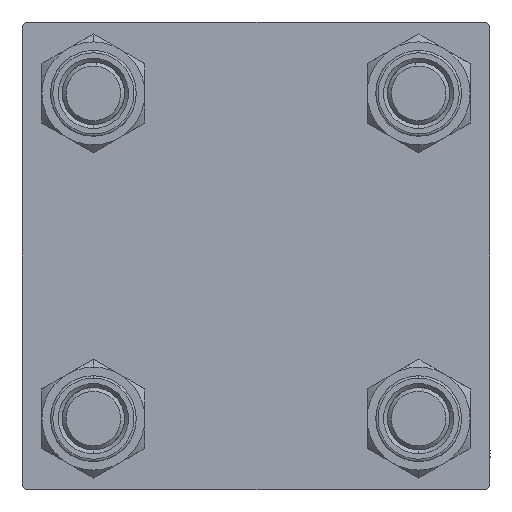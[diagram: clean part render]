
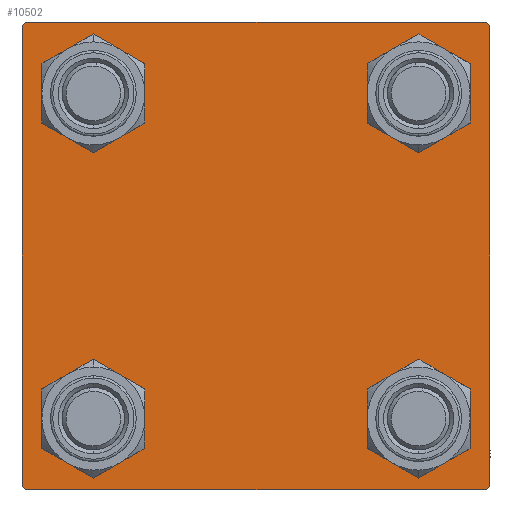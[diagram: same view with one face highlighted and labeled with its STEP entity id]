
A CAD part, left-side view. The second image highlights one B-rep face of the part: STEP entity #10502.
In plain terms, the highlighted planar face has unit normal (-1, 0, 0).
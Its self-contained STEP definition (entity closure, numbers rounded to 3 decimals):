
#321 = CIRCLE ( 'NONE', #38425, 4.5 ) ;
#623 = DIRECTION ( 'NONE',  ( 1., 0., 0. ) ) ;
#977 = LINE ( 'NONE', #40340, #16241 ) ;
#1281 = VERTEX_POINT ( 'NONE', #4855 ) ;
#2116 = CARTESIAN_POINT ( 'NONE',  ( 0., -20.85, 16.35 ) ) ;
#2985 = CARTESIAN_POINT ( 'NONE',  ( 0., 0., 0. ) ) ;
#3228 = DIRECTION ( 'NONE',  ( 0., 0., 1. ) ) ;
#4451 = CIRCLE ( 'NONE', #30408, 4.5 ) ;
#4753 = EDGE_CURVE ( 'NONE', #34576, #32963, #977, .T. ) ;
#4855 = CARTESIAN_POINT ( 'NONE',  ( 0., 30., 29.5 ) ) ;
#5047 = CARTESIAN_POINT ( 'NONE',  ( 0., 20.85, 20.85 ) ) ;
#5269 = CIRCLE ( 'NONE', #15034, 4.5 ) ;
#5487 = EDGE_LOOP ( 'NONE', ( #37092, #23841 ) ) ;
#5542 = DIRECTION ( 'NONE',  ( 0., 0., 1. ) ) ;
#5556 = DIRECTION ( 'NONE',  ( 0., -0.707, 0.707 ) ) ;
#6442 = CARTESIAN_POINT ( 'NONE',  ( 0., -20.85, 25.35 ) ) ;
#6815 = DIRECTION ( 'NONE',  ( 0., 0., 1. ) ) ;
#6884 = EDGE_LOOP ( 'NONE', ( #26531, #44065 ) ) ;
#7011 = LINE ( 'NONE', #15121, #22090 ) ;
#7497 = AXIS2_PLACEMENT_3D ( 'NONE', #2985, #26589, #3228 ) ;
#7539 = FACE_BOUND ( 'NONE', #20224, .T. ) ;
#7881 = LINE ( 'NONE', #8641, #47731 ) ;
#8063 = CARTESIAN_POINT ( 'NONE',  ( 0., -20.85, -20.85 ) ) ;
#8331 = DIRECTION ( 'NONE',  ( 1., 0., 0. ) ) ;
#8523 = AXIS2_PLACEMENT_3D ( 'NONE', #38538, #18492, #6815 ) ;
#8641 = CARTESIAN_POINT ( 'NONE',  ( 0., 30., -30. ) ) ;
#8962 = CARTESIAN_POINT ( 'NONE',  ( 0., -29.75, 29.75 ) ) ;
#9319 = VERTEX_POINT ( 'NONE', #14836 ) ;
#10141 = EDGE_CURVE ( 'NONE', #1281, #47487, #39642, .T. ) ;
#10502 = ADVANCED_FACE ( 'NONE', ( #38031, #7539, #42081, #37524, #25849 ), #34221, .T. ) ;
#10583 = DIRECTION ( 'NONE',  ( 1., 0., 0. ) ) ;
#10592 = DIRECTION ( 'NONE',  ( 0., 0., 1. ) ) ;
#10675 = ORIENTED_EDGE ( 'NONE', *, *, #40710, .T. ) ;
#10803 = DIRECTION ( 'NONE',  ( 0., 0.707, -0.707 ) ) ;
#11455 = LINE ( 'NONE', #47246, #26447 ) ;
#12181 = CARTESIAN_POINT ( 'NONE',  ( 0., 29.5, 30. ) ) ;
#13025 = EDGE_CURVE ( 'NONE', #38469, #31214, #49230, .T. ) ;
#13413 = ORIENTED_EDGE ( 'NONE', *, *, #20557, .T. ) ;
#13420 = CARTESIAN_POINT ( 'NONE',  ( 0., -20.85, 20.85 ) ) ;
#13442 = ORIENTED_EDGE ( 'NONE', *, *, #35792, .F. ) ;
#13914 = CARTESIAN_POINT ( 'NONE',  ( 0., -30., -29.5 ) ) ;
#13952 = EDGE_CURVE ( 'NONE', #49355, #30103, #321, .T. ) ;
#14359 = CARTESIAN_POINT ( 'NONE',  ( 0., 20.85, 25.35 ) ) ;
#14367 = EDGE_LOOP ( 'NONE', ( #46935, #43376, #10675, #49001, #13442, #49256, #34012, #44246 ) ) ;
#14398 = CARTESIAN_POINT ( 'NONE',  ( 0., 20.85, -20.85 ) ) ;
#14836 = CARTESIAN_POINT ( 'NONE',  ( 0., -30., 29.5 ) ) ;
#14876 = AXIS2_PLACEMENT_3D ( 'NONE', #5047, #20533, #10592 ) ;
#15034 = AXIS2_PLACEMENT_3D ( 'NONE', #13420, #28398, #5542 ) ;
#15121 = CARTESIAN_POINT ( 'NONE',  ( 0., 29.75, 29.75 ) ) ;
#15196 = ORIENTED_EDGE ( 'NONE', *, *, #13952, .T. ) ;
#15750 = EDGE_CURVE ( 'NONE', #30103, #49355, #35288, .T. ) ;
#15772 = CARTESIAN_POINT ( 'NONE',  ( 0., 30., -29.5 ) ) ;
#15845 = VERTEX_POINT ( 'NONE', #6442 ) ;
#16185 = CARTESIAN_POINT ( 'NONE',  ( 0., -20.85, -25.35 ) ) ;
#16241 = VECTOR ( 'NONE', #5556, 1000. ) ;
#16626 = DIRECTION ( 'NONE',  ( 0., 0., 1. ) ) ;
#17003 = EDGE_CURVE ( 'NONE', #9319, #31214, #24712, .T. ) ;
#17172 = DIRECTION ( 'NONE',  ( 0., 0., -1. ) ) ;
#17386 = VERTEX_POINT ( 'NONE', #35572 ) ;
#17443 = CIRCLE ( 'NONE', #14876, 4.5 ) ;
#18492 = DIRECTION ( 'NONE',  ( 1., 0., 0. ) ) ;
#20224 = EDGE_LOOP ( 'NONE', ( #24568, #13413 ) ) ;
#20482 = CARTESIAN_POINT ( 'NONE',  ( 0., -30., 30. ) ) ;
#20533 = DIRECTION ( 'NONE',  ( 1., 0., 0. ) ) ;
#20557 = EDGE_CURVE ( 'NONE', #26814, #46187, #23127, .T. ) ;
#21029 = CARTESIAN_POINT ( 'NONE',  ( 0., -20.85, 20.85 ) ) ;
#22090 = VECTOR ( 'NONE', #10803, 1000. ) ;
#22416 = CARTESIAN_POINT ( 'NONE',  ( 0., 20.85, -16.35 ) ) ;
#22536 = VECTOR ( 'NONE', #17172, 1000. ) ;
#23127 = CIRCLE ( 'NONE', #8523, 4.5 ) ;
#23841 = ORIENTED_EDGE ( 'NONE', *, *, #23909, .T. ) ;
#23880 = AXIS2_PLACEMENT_3D ( 'NONE', #36804, #25367, #40858 ) ;
#23909 = EDGE_CURVE ( 'NONE', #49260, #15845, #39211, .T. ) ;
#24323 = DIRECTION ( 'NONE',  ( 1., 0., 0. ) ) ;
#24458 = DIRECTION ( 'NONE',  ( 0., 0.707, 0.707 ) ) ;
#24568 = ORIENTED_EDGE ( 'NONE', *, *, #27537, .T. ) ;
#24712 = LINE ( 'NONE', #8962, #46533 ) ;
#24844 = CARTESIAN_POINT ( 'NONE',  ( 0., -29.5, 30. ) ) ;
#24893 = EDGE_CURVE ( 'NONE', #17386, #44899, #17443, .T. ) ;
#25367 = DIRECTION ( 'NONE',  ( 1., 0., 0. ) ) ;
#25849 = FACE_OUTER_BOUND ( 'NONE', #14367, .T. ) ;
#26447 = VECTOR ( 'NONE', #43184, 1000. ) ;
#26531 = ORIENTED_EDGE ( 'NONE', *, *, #26600, .T. ) ;
#26589 = DIRECTION ( 'NONE',  ( -1., 0., 0. ) ) ;
#26600 = EDGE_CURVE ( 'NONE', #44899, #17386, #27939, .T. ) ;
#26614 = DIRECTION ( 'NONE',  ( 0., -1., 0. ) ) ;
#26814 = VERTEX_POINT ( 'NONE', #16185 ) ;
#27537 = EDGE_CURVE ( 'NONE', #46187, #26814, #4451, .T. ) ;
#27939 = CIRCLE ( 'NONE', #23880, 4.5 ) ;
#28269 = EDGE_CURVE ( 'NONE', #15845, #49260, #5269, .T. ) ;
#28398 = DIRECTION ( 'NONE',  ( 1., 0., 0. ) ) ;
#30103 = VERTEX_POINT ( 'NONE', #36977 ) ;
#30203 = VECTOR ( 'NONE', #47008, 1000. ) ;
#30408 = AXIS2_PLACEMENT_3D ( 'NONE', #8063, #24323, #31183 ) ;
#31183 = DIRECTION ( 'NONE',  ( 0., 0., 1. ) ) ;
#31214 = VERTEX_POINT ( 'NONE', #24844 ) ;
#31751 = EDGE_CURVE ( 'NONE', #47487, #38070, #11455, .T. ) ;
#32126 = CARTESIAN_POINT ( 'NONE',  ( 0., 29.5, -30. ) ) ;
#32378 = CARTESIAN_POINT ( 'NONE',  ( 0., 20.85, -20.85 ) ) ;
#32963 = VERTEX_POINT ( 'NONE', #13914 ) ;
#34012 = ORIENTED_EDGE ( 'NONE', *, *, #13025, .F. ) ;
#34199 = DIRECTION ( 'NONE',  ( 0., 0., 1. ) ) ;
#34221 = PLANE ( 'NONE',  #7497 ) ;
#34576 = VERTEX_POINT ( 'NONE', #38320 ) ;
#35081 = ORIENTED_EDGE ( 'NONE', *, *, #15750, .T. ) ;
#35288 = CIRCLE ( 'NONE', #47426, 4.5 ) ;
#35572 = CARTESIAN_POINT ( 'NONE',  ( 0., 20.85, 16.35 ) ) ;
#35792 = EDGE_CURVE ( 'NONE', #9319, #32963, #39776, .T. ) ;
#36804 = CARTESIAN_POINT ( 'NONE',  ( 0., 20.85, 20.85 ) ) ;
#36848 = VECTOR ( 'NONE', #26614, 1000. ) ;
#36977 = CARTESIAN_POINT ( 'NONE',  ( 0., 20.85, -25.35 ) ) ;
#37092 = ORIENTED_EDGE ( 'NONE', *, *, #28269, .T. ) ;
#37524 = FACE_BOUND ( 'NONE', #6884, .T. ) ;
#38031 = FACE_BOUND ( 'NONE', #5487, .T. ) ;
#38070 = VERTEX_POINT ( 'NONE', #32126 ) ;
#38320 = CARTESIAN_POINT ( 'NONE',  ( 0., -29.5, -30. ) ) ;
#38425 = AXIS2_PLACEMENT_3D ( 'NONE', #14398, #10583, #34199 ) ;
#38469 = VERTEX_POINT ( 'NONE', #12181 ) ;
#38538 = CARTESIAN_POINT ( 'NONE',  ( 0., -20.85, -20.85 ) ) ;
#38885 = CARTESIAN_POINT ( 'NONE',  ( 0., 30., 30. ) ) ;
#39211 = CIRCLE ( 'NONE', #45692, 4.5 ) ;
#39365 = DIRECTION ( 'NONE',  ( 0., -1., 0. ) ) ;
#39642 = LINE ( 'NONE', #38885, #30203 ) ;
#39776 = LINE ( 'NONE', #20482, #22536 ) ;
#40340 = CARTESIAN_POINT ( 'NONE',  ( 0., -29.75, -29.75 ) ) ;
#40710 = EDGE_CURVE ( 'NONE', #38070, #34576, #7881, .T. ) ;
#40858 = DIRECTION ( 'NONE',  ( 0., 0., 1. ) ) ;
#42081 = FACE_BOUND ( 'NONE', #45717, .T. ) ;
#43184 = DIRECTION ( 'NONE',  ( 0., -0.707, -0.707 ) ) ;
#43376 = ORIENTED_EDGE ( 'NONE', *, *, #31751, .T. ) ;
#43632 = DIRECTION ( 'NONE',  ( 0., 0., 1. ) ) ;
#44065 = ORIENTED_EDGE ( 'NONE', *, *, #24893, .T. ) ;
#44246 = ORIENTED_EDGE ( 'NONE', *, *, #50119, .T. ) ;
#44899 = VERTEX_POINT ( 'NONE', #14359 ) ;
#45174 = CARTESIAN_POINT ( 'NONE',  ( 0., 30., 30. ) ) ;
#45219 = CARTESIAN_POINT ( 'NONE',  ( 0., -20.85, -16.35 ) ) ;
#45692 = AXIS2_PLACEMENT_3D ( 'NONE', #21029, #8331, #43632 ) ;
#45717 = EDGE_LOOP ( 'NONE', ( #15196, #35081 ) ) ;
#46187 = VERTEX_POINT ( 'NONE', #45219 ) ;
#46533 = VECTOR ( 'NONE', #24458, 1000. ) ;
#46935 = ORIENTED_EDGE ( 'NONE', *, *, #10141, .T. ) ;
#47008 = DIRECTION ( 'NONE',  ( 0., 0., -1. ) ) ;
#47246 = CARTESIAN_POINT ( 'NONE',  ( 0., 29.75, -29.75 ) ) ;
#47426 = AXIS2_PLACEMENT_3D ( 'NONE', #32378, #623, #16626 ) ;
#47487 = VERTEX_POINT ( 'NONE', #15772 ) ;
#47731 = VECTOR ( 'NONE', #39365, 1000. ) ;
#49001 = ORIENTED_EDGE ( 'NONE', *, *, #4753, .T. ) ;
#49230 = LINE ( 'NONE', #45174, #36848 ) ;
#49256 = ORIENTED_EDGE ( 'NONE', *, *, #17003, .T. ) ;
#49260 = VERTEX_POINT ( 'NONE', #2116 ) ;
#49355 = VERTEX_POINT ( 'NONE', #22416 ) ;
#50119 = EDGE_CURVE ( 'NONE', #38469, #1281, #7011, .T. ) ;
